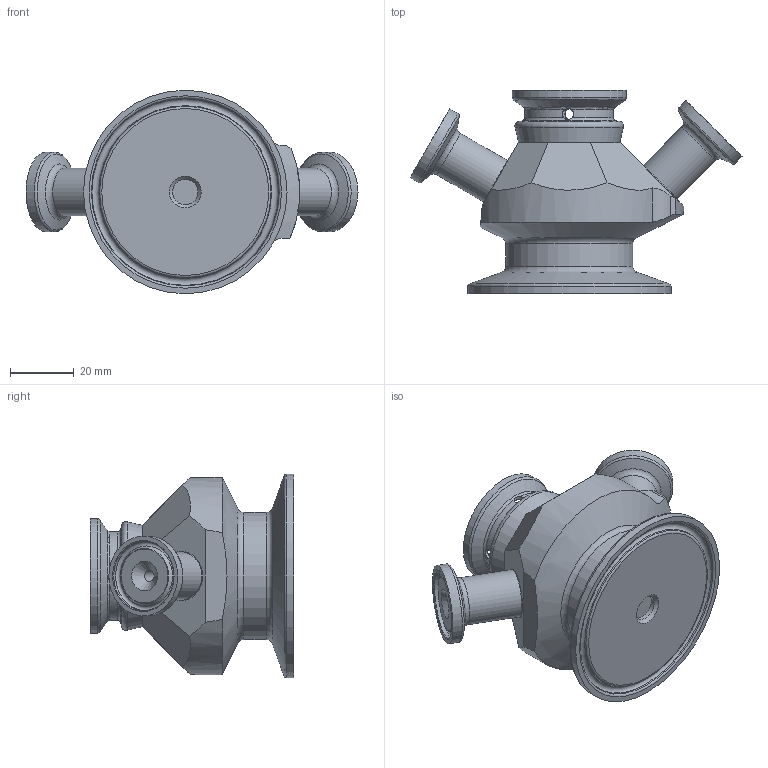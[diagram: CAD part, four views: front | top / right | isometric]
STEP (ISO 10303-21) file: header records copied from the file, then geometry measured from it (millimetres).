
FILE_DESCRIPTION(/* description */ ('This is a sample STEP configuration'),/* implementation_level */ '2;1');
FILE_NAME(/* name */ '890005.stp',/* time_stamp */ '2020-01-24T10:29:31+01:00',/* author */ ('powerJobs'),/* organization */ ('coolOrange'),/* preprocessor_version */ 'ST-DEVELOPER v18',/* originating_system */ 'Autodesk Inventor 2020',/* authorisation */ '');
FILE_SCHEMA (('AUTOMOTIVE_DESIGN { 1 0 10303 214 3 1 1 }'));
Length unit declared in the file: millimetre
Products named in the file (1): 890005
Bounding box: 104.39 x 64 x 64 mm (x, y, z)
Volume: 113594.2 mm3; surface area: 27424.4 mm2
Topology: 2 solids, 2 shells, 100 faces, 321 edges, 232 vertices
Faces by surface type: cylinder 34, plane 24, torus 23, cone 19
Full cylindrical faces by diameter (mm): 3.5 x5, 8 x1, 9 x1, 15 x2, 21.8 x2, 25 x2, 26 x1, 28.5 x1, 28.567 x1, 28.7 x1, 29 x1, 30 x2, 36 x1, 40 x1, 64 x1
Entity records: 4440 total; most frequent: CARTESIAN_POINT 1250, DIRECTION 699, ORIENTED_EDGE 642, EDGE_CURVE 321, AXIS2_PLACEMENT_3D 316, VERTEX_POINT 232, CIRCLE 201, EDGE_LOOP 117
